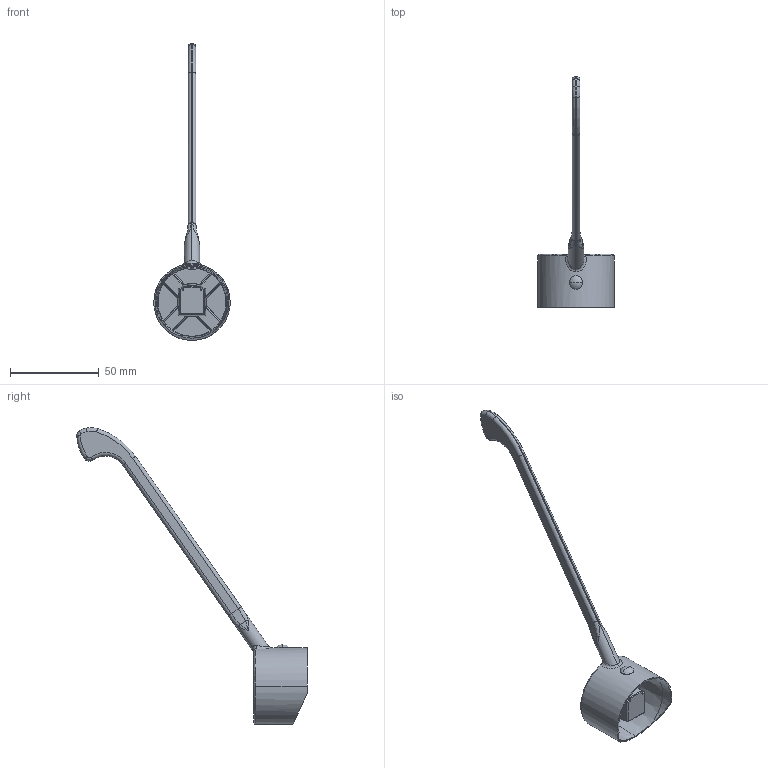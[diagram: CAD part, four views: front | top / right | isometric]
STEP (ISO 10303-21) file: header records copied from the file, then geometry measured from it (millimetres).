
FILE_DESCRIPTION((''),'2;1');
FILE_NAME('ZLEV145CR_SW0001','2020-09-18T15:55:05',('ut2'),('PAFFONI SpA'),'CREO PARAMETRIC BY PTC INC, 2019030','CREO PARAMETRIC BY PTC INC, 2019030','');
FILE_SCHEMA(('CONFIG_CONTROL_DESIGN','SHAPE_APPEARANCE_LAYERS_GROUPS'));
Length unit declared in the file: millimetre
Products named in the file (1): ZLEV145CR_SW0001
Bounding box: 43 x 129.78 x 167.01 mm (x, y, z)
Volume: 22535.1 mm3; surface area: 14642.9 mm2
Topology: 1 solids, 1 shells, 227 faces, 538 edges, 309 vertices
Faces by surface type: cylinder 85, bspline 46, plane 44, sphere 24, torus 19, cone 9
Entity records: 11195 total; most frequent: CARTESIAN_POINT 4720, ORIENTED_EDGE 1072, DIRECTION 938, EDGE_CURVE 536, AXIS2_PLACEMENT_3D 381, VERTEX_POINT 309, EDGE_LOOP 233, FACE_OUTER_BOUND 227
